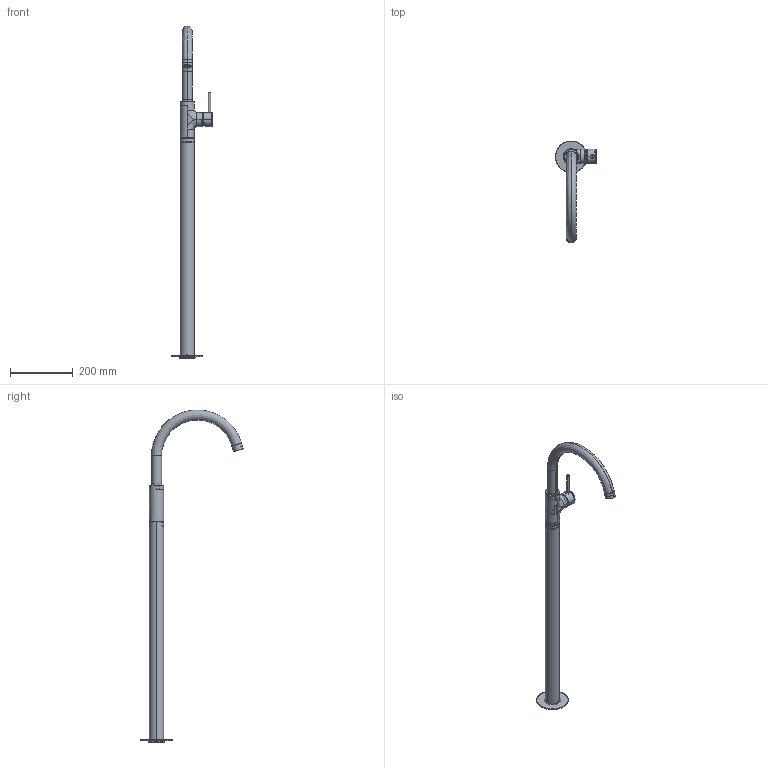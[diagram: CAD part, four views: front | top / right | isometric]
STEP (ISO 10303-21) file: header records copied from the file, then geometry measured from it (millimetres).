
FILE_DESCRIPTION(/* description */ (''),/* implementation_level */ '2;1');
FILE_NAME(/* name */ 'STEP - 164712801.2_2267213',/* time_stamp */ '2024-07-22T13:51:41+10:00',/* author */ (''),/* organization */ (''),/* preprocessor_version */ 'ST-DEVELOPER v16.5',/* originating_system */ 'Rhino 7.23',/* authorisation */ '');
FILE_SCHEMA (('AUTOMOTIVE_DESIGN'));
Products named in the file (25): Document; 164712801-2RECE_ASM; 201723390126-DR_2; 206093600102-DR_2; 204011669901_2; Block 04; 205020620102_2; 205050420126_2; 203124510126_2; 207010820601_2; 203010279901_2; 203124480126_2_ASM; 203124480126_2_1; 203124480126_2_2; 202028470226_1; 205011521601_1; 202030410726_2; 202054390126_1; 20800028060112; 208000970601; 208000540601; 208000250601; 205010931601; 205011851601; 206027771603_2
Assembly tree (29 placements, depth 4):
  Document
    164712801-2RECE_ASM
      201723390126-DR_2
      206093600102-DR_2
      204011669901_2
        Block 04
      205020620102_2
      205050420126_2
      203124510126_2
      207010820601_2
      203010279901_2
      203124480126_2_ASM
        203124480126_2_1
        203124480126_2_2
      202028470226_1
      205011521601_1
      202030410726_2
      202054390126_1
      20800028060112
      208000970601  x2
      208000540601  x2
      208000250601  x2
      205010931601  x2
      205011851601  x2
      206027771603_2
Bounding box: 130.35 x 325.35 x 1054.83 mm (x, y, z)
Volume: 338238.2 mm3; surface area: 416230.8 mm2
Topology: 25 solids, 55 shells, 3834 faces, 11301 edges, 7460 vertices
Faces by surface type: plane 2120, cylinder 1374, bspline 340
Entity records: 130862 total; most frequent: CARTESIAN_POINT 60861, ORIENTED_EDGE 20852, EDGE_CURVE 10491, B_SPLINE_CURVE_WITH_KNOTS 7892, VERTEX_POINT 6955, EDGE_LOOP 4782, ADVANCED_FACE 3560, FACE_OUTER_BOUND 3560
